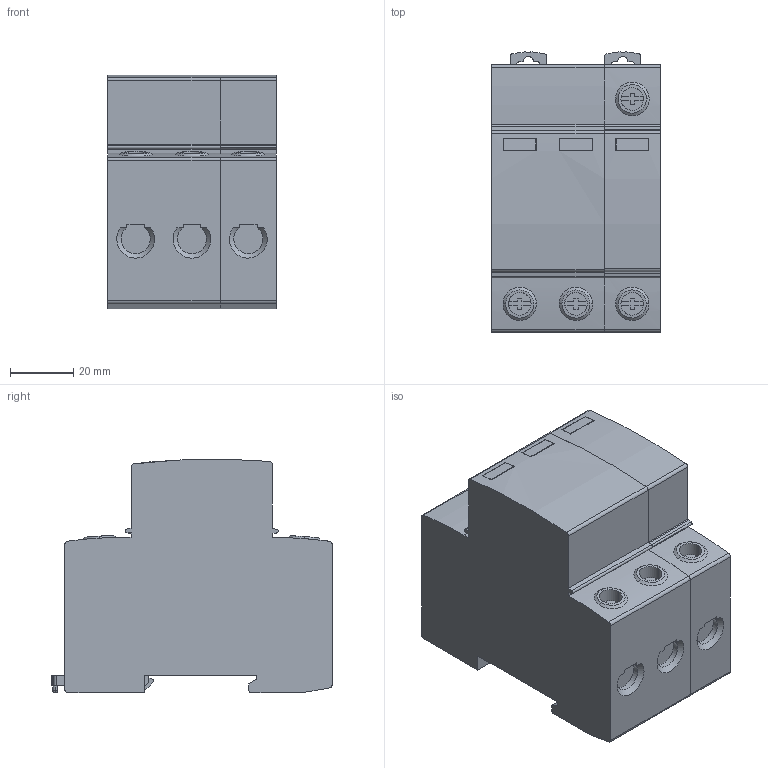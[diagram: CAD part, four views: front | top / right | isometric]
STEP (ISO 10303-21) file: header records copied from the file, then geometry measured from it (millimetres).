
FILE_DESCRIPTION((''),'2;1');
FILE_NAME('SIMPLIFIED_ASM','2019-03-29T15:29:34',('danae.lavaud'),(''),'CREO PARAMETRIC BY PTC INC, 2018260','CREO PARAMETRIC BY PTC INC, 2018260','');
FILE_SCHEMA(('CONFIG_CONTROL_DESIGN'));
Length unit declared in the file: millimetre
Products named in the file (25): PRT0001; PRT0002_1_1; PRT0001_1_AF1_1; PRT0004_1_1_1; PRT0004_1_2_1; PRT0004_1_ASM_1_ASM; SIMPLIFIED_ASM_1_AF1_ASM_1_ASM; A9L16182_3D-SIMPLIFIED_AF1_ASM__ASM; PRT0002_1_1_1_2_1; PRT0001_1_1_1_2_AF0_1_AF0; PRT0003_1_1_1_2_1_AF0_1; PRT0003_1_1_1_2_2_1; PRT0003_1_1_1_2_AF0_ASM_1_ASM; PRT0004_1_1_1_1_1; PRT0004_1_2_1_1_1; PRT0004_1_ASM_1_1_ASM_1_ASM; SIMPLIFIED_ASM_1_ASM_1_1_AF0_AS_AF0_ASM; ASM0003_AF0_ASM_1_AF0_ASM; PRT0003_1_1; PRT0003_1_2; PRT0003_1_3; PRT0003_1_ASM; SIMPLIFIED_ASM_1_AF0_ASM; A9L16282_3D-SIMPLIFIED_AF0_ASM; SIMPLIFIED_ASM
Assembly tree (25 placements, depth 7):
  SIMPLIFIED_ASM
    PRT0001
    A9L16282_3D-SIMPLIFIED_AF0_ASM
      SIMPLIFIED_ASM_1_AF0_ASM
        A9L16182_3D-SIMPLIFIED_AF1_ASM__ASM
          SIMPLIFIED_ASM_1_AF1_ASM_1_ASM
            PRT0002_1_1
            PRT0001_1_AF1_1
            PRT0004_1_ASM_1_ASM
              PRT0004_1_1_1
              PRT0004_1_2_1
        ASM0003_AF0_ASM_1_AF0_ASM
          SIMPLIFIED_ASM_1_ASM_1_1_AF0_AS_AF0_ASM
            PRT0002_1_1_1_2_1
            PRT0001_1_1_1_2_AF0_1_AF0
            PRT0003_1_1_1_2_AF0_ASM_1_ASM  x2
              PRT0003_1_1_1_2_1_AF0_1
              PRT0003_1_1_1_2_2_1
            PRT0004_1_ASM_1_1_ASM_1_ASM
              PRT0004_1_1_1_1_1
              PRT0004_1_2_1_1_1
        PRT0003_1_ASM
          PRT0003_1_1
          PRT0003_1_2
          PRT0003_1_3
Bounding box: 53.62 x 88.94 x 74.14 mm (x, y, z)
Volume: 270016.9 mm3; surface area: 44881.8 mm2
Topology: 17 solids, 20 shells, 549 faces, 1451 edges, 963 vertices
Faces by surface type: plane 421, cylinder 106, bspline 12, extrusion 6, cone 4
Entity records: 16872 total; most frequent: CARTESIAN_POINT 3984, ORIENTED_EDGE 2592, DIRECTION 2567, EDGE_CURVE 1296, VECTOR 1045, LINE 1039, VERTEX_POINT 861, AXIS2_PLACEMENT_3D 761
